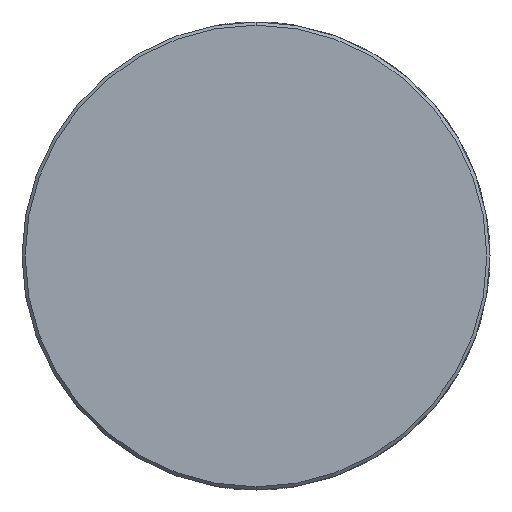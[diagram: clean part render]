
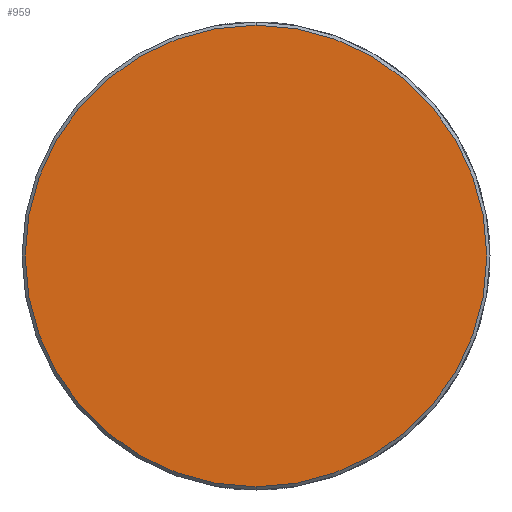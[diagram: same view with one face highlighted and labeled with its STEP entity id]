
A CAD part, front view. The second image highlights one B-rep face of the part: STEP entity #959.
In plain terms, the highlighted planar face has unit normal (0, -1, 0).
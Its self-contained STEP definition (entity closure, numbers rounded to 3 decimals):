
#489 = CARTESIAN_POINT ( 'NONE',  ( 0., -139.348, 0. ) ) ;
#529 = EDGE_CURVE ( 'NONE', #608, #807, #2085, .T. ) ;
#608 = VERTEX_POINT ( 'NONE', #1108 ) ;
#703 = DIRECTION ( 'NONE',  ( 0., 0., 1. ) ) ;
#807 = VERTEX_POINT ( 'NONE', #1080 ) ;
#959 = ADVANCED_FACE ( 'NONE', ( #1206 ), #1243, .F. ) ;
#1017 = CARTESIAN_POINT ( 'NONE',  ( 36.5, -139.348, 0. ) ) ;
#1080 = CARTESIAN_POINT ( 'NONE',  ( 0., -139.348, 36. ) ) ;
#1108 = CARTESIAN_POINT ( 'NONE',  ( 0., -139.348, -36. ) ) ;
#1206 = FACE_OUTER_BOUND ( 'NONE', #1467, .T. ) ;
#1243 = PLANE ( 'NONE',  #2802 ) ;
#1254 = DIRECTION ( 'NONE',  ( 0., 1., 0. ) ) ;
#1332 = ORIENTED_EDGE ( 'NONE', *, *, #529, .T. ) ;
#1355 = DIRECTION ( 'NONE',  ( 0., 0., 1. ) ) ;
#1467 = EDGE_LOOP ( 'NONE', ( #2808, #1332 ) ) ;
#1496 = AXIS2_PLACEMENT_3D ( 'NONE', #1593, #2938, #1355 ) ;
#1593 = CARTESIAN_POINT ( 'NONE',  ( 0., -139.348, 0. ) ) ;
#2065 = DIRECTION ( 'NONE',  ( 0., -1., 0. ) ) ;
#2085 = CIRCLE ( 'NONE', #1496, 36. ) ;
#2151 = DIRECTION ( 'NONE',  ( 0., 0., 1. ) ) ;
#2277 = AXIS2_PLACEMENT_3D ( 'NONE', #489, #2065, #703 ) ;
#2394 = EDGE_CURVE ( 'NONE', #807, #608, #2565, .T. ) ;
#2565 = CIRCLE ( 'NONE', #2277, 36. ) ;
#2802 = AXIS2_PLACEMENT_3D ( 'NONE', #1017, #1254, #2151 ) ;
#2808 = ORIENTED_EDGE ( 'NONE', *, *, #2394, .T. ) ;
#2938 = DIRECTION ( 'NONE',  ( 0., -1., 0. ) ) ;
